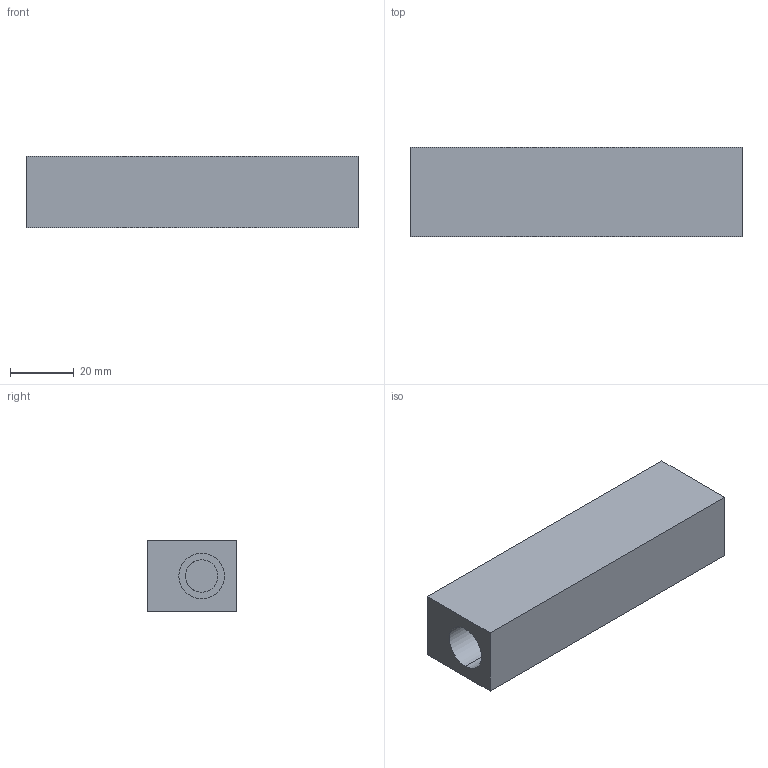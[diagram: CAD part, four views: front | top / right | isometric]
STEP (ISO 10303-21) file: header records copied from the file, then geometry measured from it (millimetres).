
FILE_DESCRIPTION (( 'STEP AP214' ), '1' );
FILE_NAME ('5_Way_Splitter_2.0.STEP', '2025-02-08T19:05:11', ( '' ), ( '' ), 'SwSTEP 2.0', 'SolidWorks 2024', '' );
FILE_SCHEMA (( 'AUTOMOTIVE_DESIGN' ));
Length unit declared in the file: inch
Products named in the file (1): 5_Way_Splitter_2.0
Bounding box: 104.14 x 27.94 x 22.35 mm (x, y, z)
Volume: 51446.6 mm3; surface area: 16350.1 mm2
Topology: 1 solids, 1 shells, 22 faces, 54 edges, 36 vertices
Faces by surface type: cylinder 14, plane 8
Entity records: 1103 total; most frequent: CARTESIAN_POINT 533, ORIENTED_EDGE 108, DIRECTION 108, EDGE_CURVE 54, AXIS2_PLACEMENT_3D 41, VERTEX_POINT 36, EDGE_LOOP 34, LINE 26
